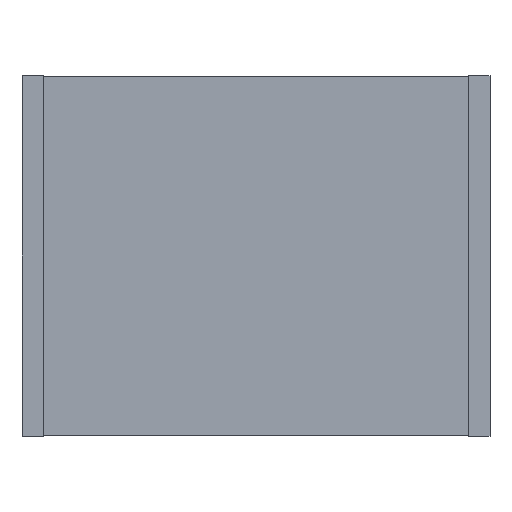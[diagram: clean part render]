
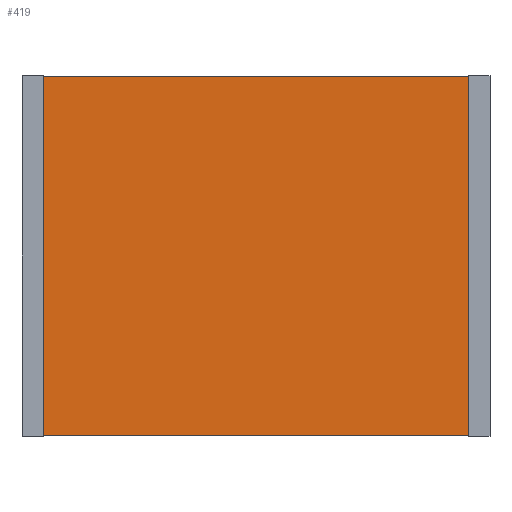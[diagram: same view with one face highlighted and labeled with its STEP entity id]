
A CAD part, front view. The second image highlights one B-rep face of the part: STEP entity #419.
In plain terms, the highlighted planar face has unit normal (0, -1, 0).
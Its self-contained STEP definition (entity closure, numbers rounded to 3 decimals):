
#29 = CARTESIAN_POINT ( 'NONE',  ( 0.49, 0., -8.38 ) ) ;
#31 = CARTESIAN_POINT ( 'NONE',  ( 10.39, 0., 0. ) ) ;
#60 = ORIENTED_EDGE ( 'NONE', *, *, #2049, .T. ) ;
#75 = VECTOR ( 'NONE', #436, 1000. ) ;
#256 = CARTESIAN_POINT ( 'NONE',  ( 0., 0., 0. ) ) ;
#419 = ADVANCED_FACE ( 'NONE', ( #1008 ), #625, .T. ) ;
#436 = DIRECTION ( 'NONE',  ( 1., 0., 0. ) ) ;
#444 = VERTEX_POINT ( 'NONE', #2197 ) ;
#461 = EDGE_CURVE ( 'NONE', #444, #1906, #2152, .T. ) ;
#502 = LINE ( 'NONE', #875, #1173 ) ;
#505 = VERTEX_POINT ( 'NONE', #29 ) ;
#562 = LINE ( 'NONE', #1539, #1433 ) ;
#625 = PLANE ( 'NONE',  #2378 ) ;
#726 = DIRECTION ( 'NONE',  ( 0., 0., 1. ) ) ;
#865 = EDGE_CURVE ( 'NONE', #1694, #505, #502, .T. ) ;
#875 = CARTESIAN_POINT ( 'NONE',  ( 0., 0., -8.38 ) ) ;
#926 = VECTOR ( 'NONE', #1323, 1000. ) ;
#1008 = FACE_OUTER_BOUND ( 'NONE', #2377, .T. ) ;
#1173 = VECTOR ( 'NONE', #1664, 1000. ) ;
#1246 = ORIENTED_EDGE ( 'NONE', *, *, #2162, .T. ) ;
#1323 = DIRECTION ( 'NONE',  ( 0., 0., -1. ) ) ;
#1366 = LINE ( 'NONE', #1684, #926 ) ;
#1433 = VECTOR ( 'NONE', #726, 1000. ) ;
#1539 = CARTESIAN_POINT ( 'NONE',  ( 10.39, 0., 0. ) ) ;
#1611 = CARTESIAN_POINT ( 'NONE',  ( 10.39, 0., -8.38 ) ) ;
#1617 = CARTESIAN_POINT ( 'NONE',  ( 0., 0., 0. ) ) ;
#1664 = DIRECTION ( 'NONE',  ( -1., 0., 0. ) ) ;
#1684 = CARTESIAN_POINT ( 'NONE',  ( 0.49, 0., 0. ) ) ;
#1694 = VERTEX_POINT ( 'NONE', #1611 ) ;
#1906 = VERTEX_POINT ( 'NONE', #31 ) ;
#2049 = EDGE_CURVE ( 'NONE', #444, #505, #1366, .T. ) ;
#2152 = LINE ( 'NONE', #256, #75 ) ;
#2162 = EDGE_CURVE ( 'NONE', #1694, #1906, #562, .T. ) ;
#2197 = CARTESIAN_POINT ( 'NONE',  ( 0.49, 0., 0. ) ) ;
#2210 = DIRECTION ( 'NONE',  ( 0., 0., -1. ) ) ;
#2219 = ORIENTED_EDGE ( 'NONE', *, *, #865, .F. ) ;
#2229 = ORIENTED_EDGE ( 'NONE', *, *, #461, .F. ) ;
#2377 = EDGE_LOOP ( 'NONE', ( #2219, #1246, #2229, #60 ) ) ;
#2378 = AXIS2_PLACEMENT_3D ( 'NONE', #1617, #2384, #2210 ) ;
#2384 = DIRECTION ( 'NONE',  ( 0., -1., 0. ) ) ;
